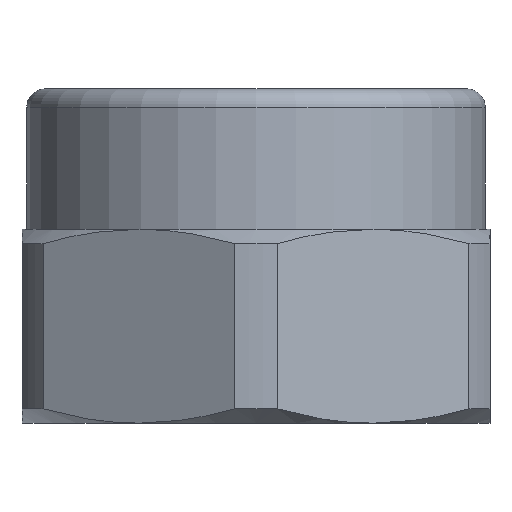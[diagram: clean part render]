
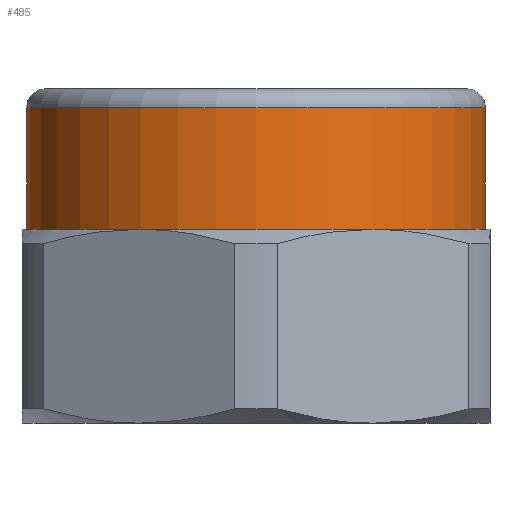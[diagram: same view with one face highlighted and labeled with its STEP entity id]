
A CAD part, front view. The second image highlights one B-rep face of the part: STEP entity #485.
In plain terms, the highlighted cylindrical face has radius 3.43 mm (diameter 6.86 mm), a full revolution.
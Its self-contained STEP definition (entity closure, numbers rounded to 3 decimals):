
#93=FACE_BOUND('',#143,.T.);
#104=FACE_OUTER_BOUND('',#142,.T.);
#142=EDGE_LOOP('',(#338));
#143=EDGE_LOOP('',(#339));
#185=CIRCLE('',#525,3.43);
#186=CIRCLE('',#527,3.43);
#219=VERTEX_POINT('',#750);
#220=VERTEX_POINT('',#753);
#265=EDGE_CURVE('',#219,#219,#185,.T.);
#266=EDGE_CURVE('',#220,#220,#186,.T.);
#338=ORIENTED_EDGE('',*,*,#266,.F.);
#339=ORIENTED_EDGE('',*,*,#265,.T.);
#473=CYLINDRICAL_SURFACE('',#526,3.43);
#485=ADVANCED_FACE('',(#104,#93),#473,.T.);
#525=AXIS2_PLACEMENT_3D('',#751,#602,#603);
#526=AXIS2_PLACEMENT_3D('',#752,#604,#605);
#527=AXIS2_PLACEMENT_3D('',#754,#606,#607);
#602=DIRECTION('center_axis',(0.,0.,-1.));
#603=DIRECTION('ref_axis',(-1.,0.,0.));
#604=DIRECTION('center_axis',(0.,0.,-1.));
#605=DIRECTION('ref_axis',(-1.,0.,0.));
#606=DIRECTION('center_axis',(0.,0.,-1.));
#607=DIRECTION('ref_axis',(-1.,0.,0.));
#750=CARTESIAN_POINT('',(-3.43,0.,3.27));
#751=CARTESIAN_POINT('Origin',(0.,0.,3.27));
#752=CARTESIAN_POINT('Origin',(0.,0.,2.36));
#753=CARTESIAN_POINT('',(-3.43,0.,1.45));
#754=CARTESIAN_POINT('Origin',(0.,0.,1.45));
